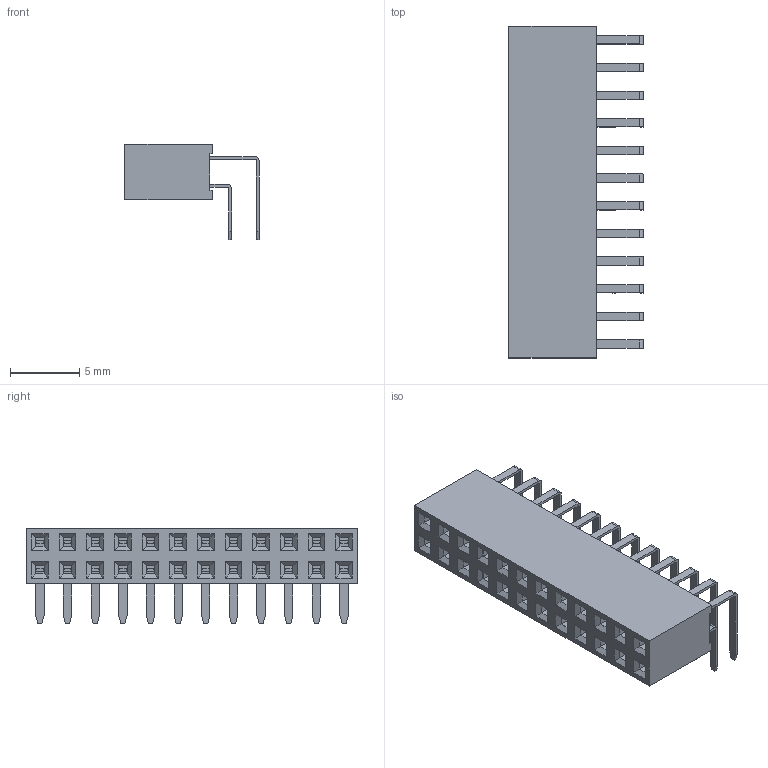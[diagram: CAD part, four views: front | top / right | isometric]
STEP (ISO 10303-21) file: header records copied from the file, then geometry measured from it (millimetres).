
FILE_DESCRIPTION(/* description */ ('model of PinSocket_2x12_P2.00mm_Horizontal'),/* implementation_level */ '2;1');
FILE_NAME(/* name */ 'PinSocket_2x12_P2.00mm_Horizontal.step',/* time_stamp */ '2017-11-27T00:48:16',/* author */ ('Terje Io','https://github.com/terjeio'),/* organization */ ('FreeCAD'),/* preprocessor_version */ 'OCC',/* originating_system */ 'kicad StepUp',/* authorisation */ '');
FILE_SCHEMA(('AUTOMOTIVE_DESIGN_CC2 { 1 2 10303 214 -1 1 5 4 }'));
Length unit declared in the file: millimetre
Products named in the file (1): PinSocket_2x12_P200mm_Horizontal
Bounding box: 9.72 x 24 x 6.9 mm (x, y, z)
Volume: 569.7 mm3; surface area: 1163.2 mm2
Topology: 1 solids, 1 shells, 850 faces, 2232 edges, 1456 vertices
Faces by surface type: plane 802, cylinder 48
Entity records: 31547 total; most frequent: CARTESIAN_POINT 4539, ORIENTED_EDGE 4464, DIRECTION 4030, EDGE_CURVE 2232, LINE 2136, VECTOR 2136, VERTEX_POINT 1456, AXIS2_PLACEMENT_3D 947
